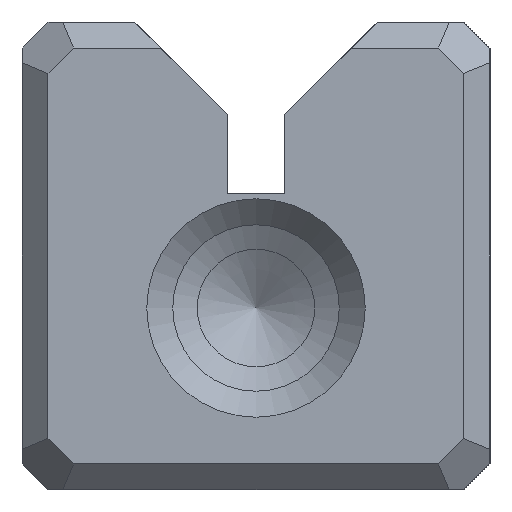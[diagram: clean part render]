
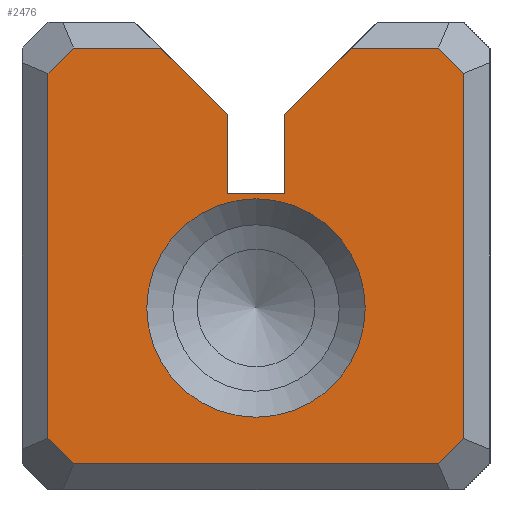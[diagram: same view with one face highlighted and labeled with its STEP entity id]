
A CAD part, left-side view. The second image highlights one B-rep face of the part: STEP entity #2476.
In plain terms, the highlighted planar face has unit normal (-1, 0, 0).
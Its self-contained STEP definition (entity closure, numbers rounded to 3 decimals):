
#2476=ADVANCED_FACE('',(#3407,#3408),#2869,.F.);
#2869=PLANE('',#8964);
#3120=CIRCLE('',#8963,2.1);
#3407=FACE_BOUND('',#3614,.T.);
#3408=FACE_BOUND('',#3615,.T.);
#3614=EDGE_LOOP('',(#4343));
#3615=EDGE_LOOP('',(#4344,#4345,#4346,#4347,#4348,#4349,#4350,#4351,#4352,
#4353,#4354,#4355,#4356,#4357));
#4343=ORIENTED_EDGE('',*,*,#6889,.T.);
#4344=ORIENTED_EDGE('',*,*,#6890,.T.);
#4345=ORIENTED_EDGE('',*,*,#6891,.T.);
#4346=ORIENTED_EDGE('',*,*,#6892,.F.);
#4347=ORIENTED_EDGE('',*,*,#6893,.F.);
#4348=ORIENTED_EDGE('',*,*,#6894,.F.);
#4349=ORIENTED_EDGE('',*,*,#6895,.F.);
#4350=ORIENTED_EDGE('',*,*,#6896,.F.);
#4351=ORIENTED_EDGE('',*,*,#6897,.T.);
#4352=ORIENTED_EDGE('',*,*,#6898,.T.);
#4353=ORIENTED_EDGE('',*,*,#6899,.T.);
#4354=ORIENTED_EDGE('',*,*,#6900,.T.);
#4355=ORIENTED_EDGE('',*,*,#6901,.T.);
#4356=ORIENTED_EDGE('',*,*,#6902,.T.);
#4357=ORIENTED_EDGE('',*,*,#6903,.T.);
#6231=VERTEX_POINT('',#11528);
#6232=VERTEX_POINT('',#11530);
#6233=VERTEX_POINT('',#11531);
#6234=VERTEX_POINT('',#11533);
#6235=VERTEX_POINT('',#11535);
#6236=VERTEX_POINT('',#11537);
#6237=VERTEX_POINT('',#11539);
#6238=VERTEX_POINT('',#11541);
#6239=VERTEX_POINT('',#11543);
#6240=VERTEX_POINT('',#11545);
#6241=VERTEX_POINT('',#11547);
#6242=VERTEX_POINT('',#11549);
#6243=VERTEX_POINT('',#11551);
#6244=VERTEX_POINT('',#11553);
#6245=VERTEX_POINT('',#11555);
#6889=EDGE_CURVE('',#6231,#6231,#3120,.T.);
#6890=EDGE_CURVE('',#6232,#6233,#7747,.T.);
#6891=EDGE_CURVE('',#6233,#6234,#7748,.T.);
#6892=EDGE_CURVE('',#6235,#6234,#7749,.T.);
#6893=EDGE_CURVE('',#6236,#6235,#7750,.T.);
#6894=EDGE_CURVE('',#6237,#6236,#7751,.T.);
#6895=EDGE_CURVE('',#6238,#6237,#7752,.T.);
#6896=EDGE_CURVE('',#6239,#6238,#7753,.T.);
#6897=EDGE_CURVE('',#6239,#6240,#7754,.T.);
#6898=EDGE_CURVE('',#6240,#6241,#7755,.T.);
#6899=EDGE_CURVE('',#6241,#6242,#7756,.T.);
#6900=EDGE_CURVE('',#6242,#6243,#7757,.T.);
#6901=EDGE_CURVE('',#6243,#6244,#7758,.T.);
#6902=EDGE_CURVE('',#6244,#6245,#7759,.T.);
#6903=EDGE_CURVE('',#6245,#6232,#7760,.T.);
#7747=LINE('',#11529,#8431);
#7748=LINE('',#11532,#8432);
#7749=LINE('',#11534,#8433);
#7750=LINE('',#11536,#8434);
#7751=LINE('',#11538,#8435);
#7752=LINE('',#11540,#8436);
#7753=LINE('',#11542,#8437);
#7754=LINE('',#11544,#8438);
#7755=LINE('',#11546,#8439);
#7756=LINE('',#11548,#8440);
#7757=LINE('',#11550,#8441);
#7758=LINE('',#11552,#8442);
#7759=LINE('',#11554,#8443);
#7760=LINE('',#11556,#8444);
#8431=VECTOR('',#9527,1.);
#8432=VECTOR('',#9528,1.);
#8433=VECTOR('',#9529,1.);
#8434=VECTOR('',#9530,1.);
#8435=VECTOR('',#9531,1.);
#8436=VECTOR('',#9532,1.);
#8437=VECTOR('',#9533,1.);
#8438=VECTOR('',#9534,1.);
#8439=VECTOR('',#9535,1.);
#8440=VECTOR('',#9536,1.);
#8441=VECTOR('',#9537,1.);
#8442=VECTOR('',#9538,1.);
#8443=VECTOR('',#9539,1.);
#8444=VECTOR('',#9540,1.);
#8963=AXIS2_PLACEMENT_3D('',#11527,#9525,#9526);
#8964=AXIS2_PLACEMENT_3D('',#11557,#9541,#9542);
#9525=DIRECTION('',(1.,0.,0.));
#9526=DIRECTION('',(0.,0.,-1.));
#9527=DIRECTION('',(0.,0.707,0.707));
#9528=DIRECTION('',(0.,1.,0.));
#9529=DIRECTION('',(0.,-0.707,0.707));
#9530=DIRECTION('',(0.,0.,1.));
#9531=DIRECTION('',(0.,-1.,0.));
#9532=DIRECTION('',(0.,0.,-1.));
#9533=DIRECTION('',(0.,-0.707,-0.707));
#9534=DIRECTION('',(0.,1.,0.));
#9535=DIRECTION('',(0.,0.707,-0.707));
#9536=DIRECTION('',(0.,0.,-1.));
#9537=DIRECTION('',(0.,-0.707,-0.707));
#9538=DIRECTION('',(0.,-1.,0.));
#9539=DIRECTION('',(0.,-0.707,0.707));
#9540=DIRECTION('',(0.,0.,1.));
#9541=DIRECTION('',(1.,0.,0.));
#9542=DIRECTION('',(0.,0.,1.));
#11527=CARTESIAN_POINT('',(-125.,0.,-1.));
#11528=CARTESIAN_POINT('',(-125.,0.,-3.1));
#11529=CARTESIAN_POINT('',(-125.,-3.755,3.755));
#11530=CARTESIAN_POINT('',(-125.,-4.,3.51));
#11531=CARTESIAN_POINT('',(-125.,-3.51,4.));
#11532=CARTESIAN_POINT('',(-125.,-2.328,4.));
#11533=CARTESIAN_POINT('',(-125.,-1.828,4.));
#11534=CARTESIAN_POINT('',(-125.,0.,2.172));
#11535=CARTESIAN_POINT('',(-125.,-0.55,2.722));
#11536=CARTESIAN_POINT('',(-125.,-0.55,1.2));
#11537=CARTESIAN_POINT('',(-125.,-0.55,1.2));
#11538=CARTESIAN_POINT('',(-125.,0.55,1.2));
#11539=CARTESIAN_POINT('',(-125.,0.55,1.2));
#11540=CARTESIAN_POINT('',(-125.,0.55,2.722));
#11541=CARTESIAN_POINT('',(-125.,0.55,2.722));
#11542=CARTESIAN_POINT('',(-125.,4.828,7.));
#11543=CARTESIAN_POINT('',(-125.,1.828,4.));
#11544=CARTESIAN_POINT('',(-125.,4.,4.));
#11545=CARTESIAN_POINT('',(-125.,3.51,4.));
#11546=CARTESIAN_POINT('',(-125.,3.755,3.755));
#11547=CARTESIAN_POINT('',(-125.,4.,3.51));
#11548=CARTESIAN_POINT('',(-125.,4.,-4.));
#11549=CARTESIAN_POINT('',(-125.,4.,-3.51));
#11550=CARTESIAN_POINT('',(-125.,3.755,-3.755));
#11551=CARTESIAN_POINT('',(-125.,3.51,-4.));
#11552=CARTESIAN_POINT('',(-125.,-4.,-4.));
#11553=CARTESIAN_POINT('',(-125.,-3.51,-4.));
#11554=CARTESIAN_POINT('',(-125.,-3.755,-3.755));
#11555=CARTESIAN_POINT('',(-125.,-4.,-3.51));
#11556=CARTESIAN_POINT('',(-125.,-4.,4.));
#11557=CARTESIAN_POINT('',(-125.,0.,0.));
